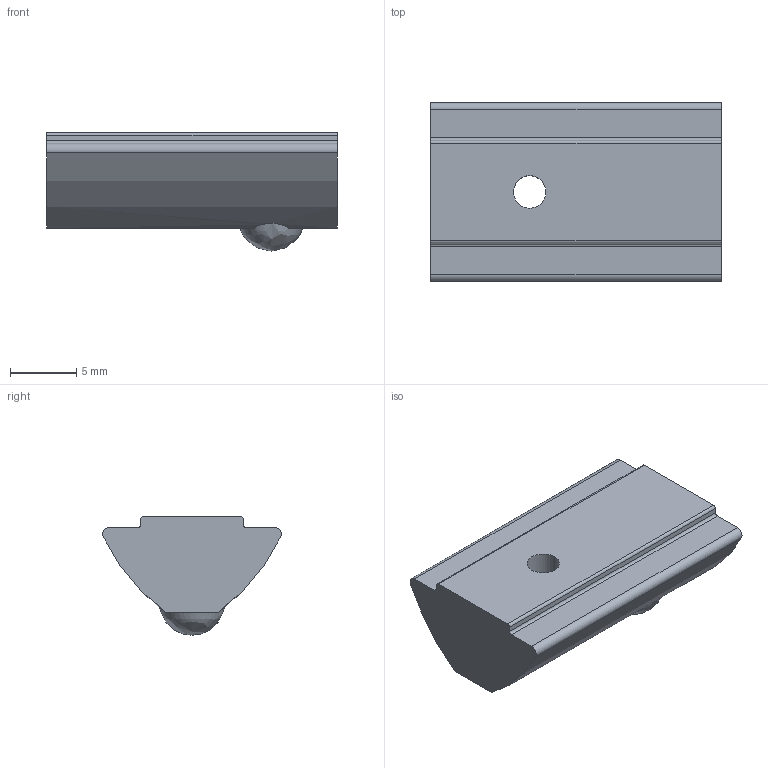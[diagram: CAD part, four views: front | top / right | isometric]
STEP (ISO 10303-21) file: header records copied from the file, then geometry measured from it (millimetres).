
FILE_DESCRIPTION (( 'STEP AP214' ), '1' );
FILE_NAME ('FIXE08E6539.STEP', '2025-10-01T14:39:30', ( '' ), ( '' ), 'SwSTEP 2.0', 'SolidWorks 2021', '' );
FILE_SCHEMA (( 'AUTOMOTIVE_DESIGN' ));
Length unit declared in the file: millimetre
Products named in the file (1): FIXE08E6539
Bounding box: 22 x 13.5 x 8.95 mm (x, y, z)
Volume: 1520.4 mm3; surface area: 958.9 mm2
Topology: 1 solids, 1 shells, 20 faces, 54 edges, 36 vertices
Faces by surface type: cylinder 10, plane 9, bspline 1
Entity records: 754 total; most frequent: CARTESIAN_POINT 190, DIRECTION 110, ORIENTED_EDGE 108, EDGE_CURVE 54, AXIS2_PLACEMENT_3D 40, VERTEX_POINT 36, VECTOR 30, LINE 30
